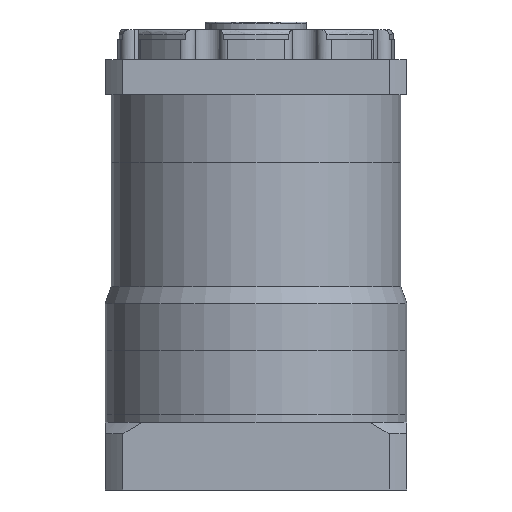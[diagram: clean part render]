
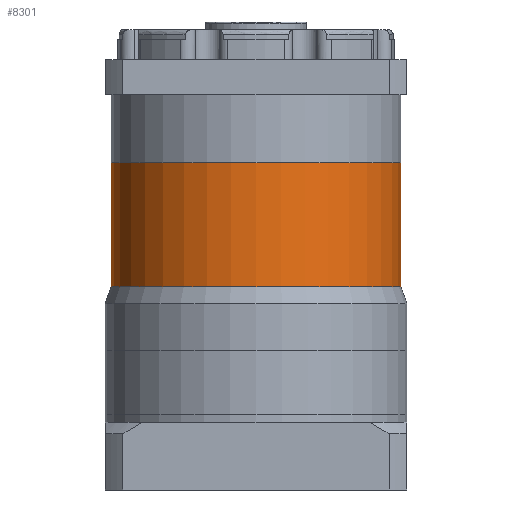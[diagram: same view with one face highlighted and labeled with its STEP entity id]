
A CAD part, front view. The second image highlights one B-rep face of the part: STEP entity #8301.
In plain terms, the highlighted cylindrical face has radius 57.5 mm (diameter 115 mm), a partial arc.
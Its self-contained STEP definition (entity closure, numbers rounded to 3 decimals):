
#600 = CARTESIAN_POINT ( 'NONE',  ( 57.5, 0., 144. ) ) ;
#614 = VERTEX_POINT ( 'NONE', #7502 ) ;
#1148 = FACE_OUTER_BOUND ( 'NONE', #10679, .T. ) ;
#1463 = EDGE_CURVE ( 'NONE', #614, #8400, #2898, .T. ) ;
#1793 = AXIS2_PLACEMENT_3D ( 'NONE', #2317, #5035, #2352 ) ;
#1822 = LINE ( 'NONE', #600, #11203 ) ;
#1857 = AXIS2_PLACEMENT_3D ( 'NONE', #6811, #9730, #4210 ) ;
#2300 = VERTEX_POINT ( 'NONE', #7888 ) ;
#2317 = CARTESIAN_POINT ( 'NONE',  ( 0., 0., 144. ) ) ;
#2352 = DIRECTION ( 'NONE',  ( -1., 0., 0. ) ) ;
#2362 = ORIENTED_EDGE ( 'NONE', *, *, #3275, .F. ) ;
#2532 = DIRECTION ( 'NONE',  ( 0., 0., -1. ) ) ;
#2898 = CIRCLE ( 'NONE', #1857, 57.5 ) ;
#3007 = CARTESIAN_POINT ( 'NONE',  ( -57.5, 0., 103. ) ) ;
#3275 = EDGE_CURVE ( 'NONE', #5357, #2300, #3713, .T. ) ;
#3464 = CARTESIAN_POINT ( 'NONE',  ( -57.5, 0., 144. ) ) ;
#3713 = CIRCLE ( 'NONE', #11072, 57.5 ) ;
#4210 = DIRECTION ( 'NONE',  ( 1., 0., 0. ) ) ;
#4693 = LINE ( 'NONE', #3464, #7110 ) ;
#4711 = EDGE_CURVE ( 'NONE', #2300, #8400, #1822, .T. ) ;
#4853 = CYLINDRICAL_SURFACE ( 'NONE', #1793, 57.5 ) ;
#5035 = DIRECTION ( 'NONE',  ( 0., 0., -1. ) ) ;
#5141 = DIRECTION ( 'NONE',  ( 0., 0., -1. ) ) ;
#5357 = VERTEX_POINT ( 'NONE', #3007 ) ;
#5459 = CARTESIAN_POINT ( 'NONE',  ( 0., 0., 103. ) ) ;
#6375 = DIRECTION ( 'NONE',  ( 1., 0., 0. ) ) ;
#6811 = CARTESIAN_POINT ( 'NONE',  ( 0., 0., 53.83 ) ) ;
#7110 = VECTOR ( 'NONE', #2532, 1000. ) ;
#7502 = CARTESIAN_POINT ( 'NONE',  ( -57.5, 0., 53.83 ) ) ;
#7888 = CARTESIAN_POINT ( 'NONE',  ( 57.5, 0., 103. ) ) ;
#8301 = ADVANCED_FACE ( 'NONE', ( #1148 ), #4853, .T. ) ;
#8400 = VERTEX_POINT ( 'NONE', #8842 ) ;
#8842 = CARTESIAN_POINT ( 'NONE',  ( 57.5, 0., 53.83 ) ) ;
#9015 = EDGE_CURVE ( 'NONE', #5357, #614, #4693, .T. ) ;
#9274 = ORIENTED_EDGE ( 'NONE', *, *, #9015, .T. ) ;
#9730 = DIRECTION ( 'NONE',  ( 0., 0., 1. ) ) ;
#10679 = EDGE_LOOP ( 'NONE', ( #11165, #2362, #9274, #11169 ) ) ;
#11072 = AXIS2_PLACEMENT_3D ( 'NONE', #5459, #11794, #6375 ) ;
#11165 = ORIENTED_EDGE ( 'NONE', *, *, #4711, .F. ) ;
#11169 = ORIENTED_EDGE ( 'NONE', *, *, #1463, .T. ) ;
#11203 = VECTOR ( 'NONE', #5141, 1000. ) ;
#11794 = DIRECTION ( 'NONE',  ( 0., 0., 1. ) ) ;
